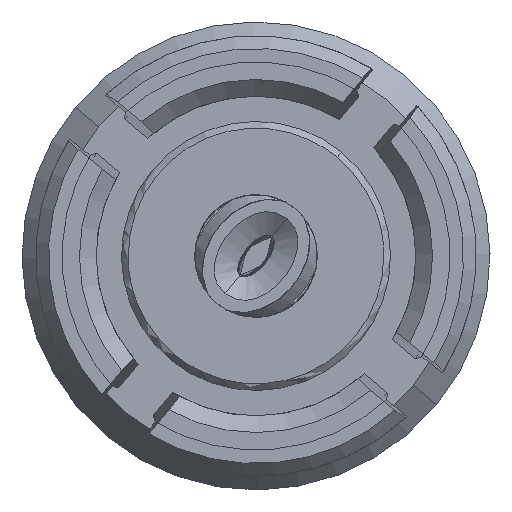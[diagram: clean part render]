
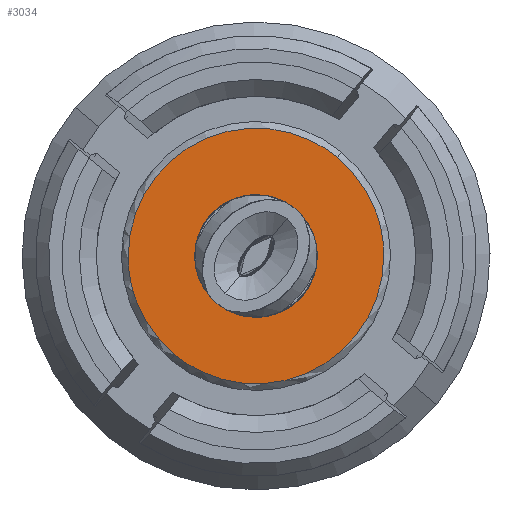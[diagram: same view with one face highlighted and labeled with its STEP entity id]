
A CAD part, left-side view. The second image highlights one B-rep face of the part: STEP entity #3034.
In plain terms, the highlighted planar face has unit normal (-1, 0, 0).
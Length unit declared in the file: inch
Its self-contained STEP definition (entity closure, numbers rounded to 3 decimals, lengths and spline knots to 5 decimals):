
#18 = ORIENTED_EDGE ( 'NONE', *, *, #1190, .F. ) ;
#202 =( BOUNDED_CURVE ( )  B_SPLINE_CURVE ( 3, ( #3315, #468, #2352, #3627 ),
 .UNSPECIFIED., .F., .F. ) 
 B_SPLINE_CURVE_WITH_KNOTS ( ( 4, 4 ),
 ( 0., 1. ),
 .UNSPECIFIED. ) 
 CURVE ( )  GEOMETRIC_REPRESENTATION_ITEM ( )  RATIONAL_B_SPLINE_CURVE ( ( 1., 0.333, 0.333, 1. ) ) 
 REPRESENTATION_ITEM ( '' )  );
#209 = CARTESIAN_POINT ( 'NONE',  ( 0.005, 0., -0.038 ) ) ;
#247 = DIRECTION ( 'NONE',  ( 0., 0., 1. ) ) ;
#355 = AXIS2_PLACEMENT_3D ( 'NONE', #2936, #1345, #2638 ) ;
#376 = DIRECTION ( 'NONE',  ( 1., 0., 0. ) ) ;
#389 = EDGE_LOOP ( 'NONE', ( #18, #984 ) ) ;
#391 = CARTESIAN_POINT ( 'NONE',  ( 0.005, 0., 0. ) ) ;
#468 = CARTESIAN_POINT ( 'NONE',  ( 0.005, -0.076, 0.038 ) ) ;
#519 = PLANE ( 'NONE',  #1815 ) ;
#526 = VERTEX_POINT ( 'NONE', #3206 ) ;
#645 = CIRCLE ( 'NONE', #1997, 0.01825 ) ;
#763 = EDGE_LOOP ( 'NONE', ( #1888, #1880 ) ) ;
#920 = VERTEX_POINT ( 'NONE', #3875 ) ;
#984 = ORIENTED_EDGE ( 'NONE', *, *, #2372, .F. ) ;
#1072 = CARTESIAN_POINT ( 'NONE',  ( 0.005, 0., 0.01825 ) ) ;
#1093 = CARTESIAN_POINT ( 'NONE',  ( 0.005, 0., 0. ) ) ;
#1175 = CARTESIAN_POINT ( 'NONE',  ( 0.005, 0., -0.038 ) ) ;
#1190 = EDGE_CURVE ( 'NONE', #3655, #526, #3838, .T. ) ;
#1233 = DIRECTION ( 'NONE',  ( 0., 0., 1. ) ) ;
#1345 = DIRECTION ( 'NONE',  ( 1., 0., 0. ) ) ;
#1767 = EDGE_CURVE ( 'NONE', #3812, #920, #2132, .T. ) ;
#1800 = DIRECTION ( 'NONE',  ( -1., 0., 0. ) ) ;
#1815 = AXIS2_PLACEMENT_3D ( 'NONE', #1093, #1800, #247 ) ;
#1880 = ORIENTED_EDGE ( 'NONE', *, *, #3469, .T. ) ;
#1888 = ORIENTED_EDGE ( 'NONE', *, *, #1767, .T. ) ;
#1997 = AXIS2_PLACEMENT_3D ( 'NONE', #391, #376, #1233 ) ;
#2038 = CARTESIAN_POINT ( 'NONE',  ( 0.005, 0.076, 0.038 ) ) ;
#2066 = FACE_BOUND ( 'NONE', #763, .T. ) ;
#2104 = CARTESIAN_POINT ( 'NONE',  ( 0.005, 0.076, -0.038 ) ) ;
#2132 = CIRCLE ( 'NONE', #355, 0.01825 ) ;
#2352 = CARTESIAN_POINT ( 'NONE',  ( 0.005, -0.076, -0.038 ) ) ;
#2372 = EDGE_CURVE ( 'NONE', #526, #3655, #202, .T. ) ;
#2438 = CARTESIAN_POINT ( 'NONE',  ( 0.005, 0., 0.038 ) ) ;
#2638 = DIRECTION ( 'NONE',  ( 0., 0., 1. ) ) ;
#2936 = CARTESIAN_POINT ( 'NONE',  ( 0.005, 0., 0. ) ) ;
#3034 = ADVANCED_FACE ( 'NONE', ( #2066, #3939 ), #519, .T. ) ;
#3206 = CARTESIAN_POINT ( 'NONE',  ( 0.005, 0., 0.038 ) ) ;
#3315 = CARTESIAN_POINT ( 'NONE',  ( 0.005, 0., 0.038 ) ) ;
#3469 = EDGE_CURVE ( 'NONE', #920, #3812, #645, .T. ) ;
#3627 = CARTESIAN_POINT ( 'NONE',  ( 0.005, 0., -0.038 ) ) ;
#3655 = VERTEX_POINT ( 'NONE', #209 ) ;
#3812 = VERTEX_POINT ( 'NONE', #1072 ) ;
#3838 =( BOUNDED_CURVE ( )  B_SPLINE_CURVE ( 3, ( #1175, #2104, #2038, #2438 ),
 .UNSPECIFIED., .F., .T. ) 
 B_SPLINE_CURVE_WITH_KNOTS ( ( 4, 4 ),
 ( 0., 1. ),
 .UNSPECIFIED. ) 
 CURVE ( )  GEOMETRIC_REPRESENTATION_ITEM ( )  RATIONAL_B_SPLINE_CURVE ( ( 1., 0.333, 0.333, 1. ) ) 
 REPRESENTATION_ITEM ( '' )  );
#3875 = CARTESIAN_POINT ( 'NONE',  ( 0.005, 0., -0.01825 ) ) ;
#3939 = FACE_OUTER_BOUND ( 'NONE', #389, .T. ) ;
